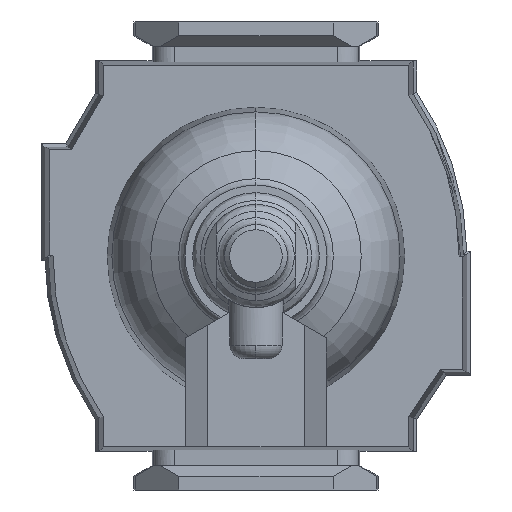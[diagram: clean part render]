
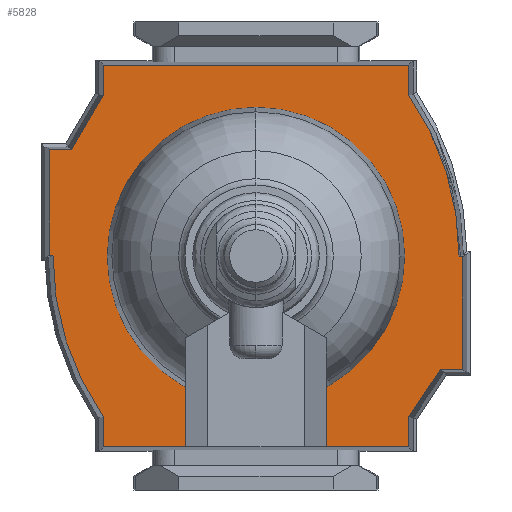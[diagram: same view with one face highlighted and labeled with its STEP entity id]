
A CAD part, front view. The second image highlights one B-rep face of the part: STEP entity #5828.
In plain terms, the highlighted planar face has unit normal (0, -1, 0).
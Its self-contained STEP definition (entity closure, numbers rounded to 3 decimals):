
#140 = DIRECTION ( 'NONE',  ( 0., 0., 1. ) ) ;
#171 = VECTOR ( 'NONE', #5338, 1000. ) ;
#182 = ORIENTED_EDGE ( 'NONE', *, *, #5673, .F. ) ;
#220 = CIRCLE ( 'NONE', #7951, 41.1 ) ;
#406 = CARTESIAN_POINT ( 'NONE',  ( 27.75, -38.5, 22.2 ) ) ;
#500 = VECTOR ( 'NONE', #5010, 1000. ) ;
#735 = VECTOR ( 'NONE', #1138, 1000. ) ;
#805 = VECTOR ( 'NONE', #140, 1000. ) ;
#833 = ORIENTED_EDGE ( 'NONE', *, *, #5130, .F. ) ;
#977 = LINE ( 'NONE', #2433, #1889 ) ;
#1038 = CARTESIAN_POINT ( 'NONE',  ( -27.75, -38.5, 22.2 ) ) ;
#1097 = CARTESIAN_POINT ( 'NONE',  ( -0.1, -38.5, -30. ) ) ;
#1100 = VECTOR ( 'NONE', #9689, 1000. ) ;
#1124 = EDGE_CURVE ( 'NONE', #2340, #8491, #5053, .T. ) ;
#1138 = DIRECTION ( 'NONE',  ( 1., 0., 0. ) ) ;
#1202 = VERTEX_POINT ( 'NONE', #406 ) ;
#1274 = VERTEX_POINT ( 'NONE', #7929 ) ;
#1349 = LINE ( 'NONE', #5118, #3657 ) ;
#1384 = CARTESIAN_POINT ( 'NONE',  ( -0.1, -38.5, -29.5 ) ) ;
#1390 = VECTOR ( 'NONE', #3445, 1000. ) ;
#1432 = DIRECTION ( 'NONE',  ( 0., 1., 0. ) ) ;
#1494 = DIRECTION ( 'NONE',  ( -0.863, 0., 0.506 ) ) ;
#1522 = EDGE_CURVE ( 'NONE', #5225, #6124, #8606, .T. ) ;
#1562 = CARTESIAN_POINT ( 'NONE',  ( 0.1, -38.5, 30. ) ) ;
#1620 = DIRECTION ( 'NONE',  ( 0.831, 0., -0.557 ) ) ;
#1805 = VERTEX_POINT ( 'NONE', #2738 ) ;
#1820 = AXIS2_PLACEMENT_3D ( 'NONE', #8449, #3207, #7865 ) ;
#1858 = CARTESIAN_POINT ( 'NONE',  ( -0.1, -38.5, -30. ) ) ;
#1888 = CARTESIAN_POINT ( 'NONE',  ( 16.5, -38.5, 26.8 ) ) ;
#1889 = VECTOR ( 'NONE', #3933, 1000. ) ;
#1919 = CARTESIAN_POINT ( 'NONE',  ( 16.5, -38.5, 30.005 ) ) ;
#1941 = DIRECTION ( 'NONE',  ( 0., 0., -1. ) ) ;
#2102 = CARTESIAN_POINT ( 'NONE',  ( 16.5, -38.5, 26.8 ) ) ;
#2210 = EDGE_CURVE ( 'NONE', #9662, #9166, #9150, .T. ) ;
#2276 = CARTESIAN_POINT ( 'NONE',  ( 16.5, -38.5, 30.005 ) ) ;
#2340 = VERTEX_POINT ( 'NONE', #6497 ) ;
#2393 = LINE ( 'NONE', #1038, #9376 ) ;
#2433 = CARTESIAN_POINT ( 'NONE',  ( -15.5, -38.5, -30. ) ) ;
#2465 = ORIENTED_EDGE ( 'NONE', *, *, #8615, .F. ) ;
#2590 = DIRECTION ( 'NONE',  ( 0., 0., 1. ) ) ;
#2664 = CARTESIAN_POINT ( 'NONE',  ( 23.362, -38.5, 22.2 ) ) ;
#2665 = VECTOR ( 'NONE', #1620, 1000. ) ;
#2704 = ORIENTED_EDGE ( 'NONE', *, *, #4228, .F. ) ;
#2738 = CARTESIAN_POINT ( 'NONE',  ( -15.5, -38.5, -30. ) ) ;
#2881 = VERTEX_POINT ( 'NONE', #1888 ) ;
#2996 = CARTESIAN_POINT ( 'NONE',  ( -27.75, -38.5, -22.2 ) ) ;
#3061 = CARTESIAN_POINT ( 'NONE',  ( -27.75, -38.5, 22.2 ) ) ;
#3183 = CARTESIAN_POINT ( 'NONE',  ( -23.35, -38.5, -22.2 ) ) ;
#3207 = DIRECTION ( 'NONE',  ( 0., 1., 0. ) ) ;
#3258 = DIRECTION ( 'NONE',  ( 0., 0., 1. ) ) ;
#3321 = ORIENTED_EDGE ( 'NONE', *, *, #6288, .F. ) ;
#3325 = ORIENTED_EDGE ( 'NONE', *, *, #2210, .F. ) ;
#3392 = LINE ( 'NONE', #4033, #1390 ) ;
#3445 = DIRECTION ( 'NONE',  ( 1., 0., 0. ) ) ;
#3657 = VECTOR ( 'NONE', #1941, 1000. ) ;
#3761 = CARTESIAN_POINT ( 'NONE',  ( -23.381, -38.5, 22.202 ) ) ;
#3766 = CARTESIAN_POINT ( 'NONE',  ( -23.35, -38.5, -22.2 ) ) ;
#3864 = VERTEX_POINT ( 'NONE', #1858 ) ;
#3933 = DIRECTION ( 'NONE',  ( -1., 0., 0. ) ) ;
#3938 = VECTOR ( 'NONE', #5011, 1000. ) ;
#3944 = AXIS2_PLACEMENT_3D ( 'NONE', #6763, #6160, #9067 ) ;
#3946 = LINE ( 'NONE', #6219, #2665 ) ;
#4009 = ORIENTED_EDGE ( 'NONE', *, *, #5215, .F. ) ;
#4033 = CARTESIAN_POINT ( 'NONE',  ( -23.381, -38.5, 22.202 ) ) ;
#4228 = EDGE_CURVE ( 'NONE', #7305, #3864, #5746, .T. ) ;
#4233 = ORIENTED_EDGE ( 'NONE', *, *, #8026, .F. ) ;
#4508 = CARTESIAN_POINT ( 'NONE',  ( 0., -38.5, -11.6 ) ) ;
#4598 = LINE ( 'NONE', #2996, #171 ) ;
#4631 = VERTEX_POINT ( 'NONE', #3761 ) ;
#4847 = ORIENTED_EDGE ( 'NONE', *, *, #5528, .F. ) ;
#4944 = EDGE_CURVE ( 'NONE', #2881, #6541, #3946, .T. ) ;
#5010 = DIRECTION ( 'NONE',  ( 1., 0., 0. ) ) ;
#5011 = DIRECTION ( 'NONE',  ( 0., 0., -1. ) ) ;
#5053 = LINE ( 'NONE', #1919, #735 ) ;
#5056 = EDGE_LOOP ( 'NONE', ( #182, #3325, #2465, #8515, #2704, #4233, #8161, #3321, #4847, #5939, #833, #5385, #4009, #9304, #8448, #7616, #6129 ) ) ;
#5118 = CARTESIAN_POINT ( 'NONE',  ( 27.75, -38.5, -22.2 ) ) ;
#5130 = EDGE_CURVE ( 'NONE', #8491, #2881, #6023, .T. ) ;
#5215 = EDGE_CURVE ( 'NONE', #6124, #2340, #7598, .T. ) ;
#5225 = VERTEX_POINT ( 'NONE', #9114 ) ;
#5267 = EDGE_CURVE ( 'NONE', #8361, #1274, #6311, .T. ) ;
#5273 = EDGE_CURVE ( 'NONE', #3864, #1805, #977, .T. ) ;
#5338 = DIRECTION ( 'NONE',  ( -1., 0., 0. ) ) ;
#5385 = ORIENTED_EDGE ( 'NONE', *, *, #1124, .F. ) ;
#5528 = EDGE_CURVE ( 'NONE', #6541, #1202, #8697, .T. ) ;
#5579 = CARTESIAN_POINT ( 'NONE',  ( -27.75, -38.5, -22.2 ) ) ;
#5673 = EDGE_CURVE ( 'NONE', #9166, #7459, #4598, .T. ) ;
#5746 = LINE ( 'NONE', #1097, #3938 ) ;
#5828 = ADVANCED_FACE ( 'NONE', ( #9342 ), #8492, .T. ) ;
#5906 = VECTOR ( 'NONE', #2590, 1000. ) ;
#5939 = ORIENTED_EDGE ( 'NONE', *, *, #4944, .F. ) ;
#6023 = LINE ( 'NONE', #2102, #1100 ) ;
#6033 = CIRCLE ( 'NONE', #9350, 41.1 ) ;
#6124 = VERTEX_POINT ( 'NONE', #7586 ) ;
#6129 = ORIENTED_EDGE ( 'NONE', *, *, #8231, .F. ) ;
#6160 = DIRECTION ( 'NONE',  ( 0., -1., 0. ) ) ;
#6207 = CARTESIAN_POINT ( 'NONE',  ( 23.383, -38.5, -22.2 ) ) ;
#6219 = CARTESIAN_POINT ( 'NONE',  ( 23.362, -38.5, 22.2 ) ) ;
#6288 = EDGE_CURVE ( 'NONE', #1202, #8361, #1349, .T. ) ;
#6311 = LINE ( 'NONE', #6207, #8065 ) ;
#6497 = CARTESIAN_POINT ( 'NONE',  ( 0.1, -38.5, 30. ) ) ;
#6541 = VERTEX_POINT ( 'NONE', #2664 ) ;
#6701 = EDGE_CURVE ( 'NONE', #4631, #5225, #6033, .T. ) ;
#6763 = CARTESIAN_POINT ( 'NONE',  ( -28.86, -38.5, 31.2 ) ) ;
#7095 = CARTESIAN_POINT ( 'NONE',  ( 0., -38.5, 11.6 ) ) ;
#7242 = DIRECTION ( 'NONE',  ( 0., 1., 0. ) ) ;
#7305 = VERTEX_POINT ( 'NONE', #1384 ) ;
#7397 = CARTESIAN_POINT ( 'NONE',  ( -15.502, -38.5, -26.799 ) ) ;
#7459 = VERTEX_POINT ( 'NONE', #5579 ) ;
#7471 = DIRECTION ( 'NONE',  ( 0., 0., 1. ) ) ;
#7586 = CARTESIAN_POINT ( 'NONE',  ( 0.1, -38.5, 29.5 ) ) ;
#7598 = LINE ( 'NONE', #1562, #805 ) ;
#7616 = ORIENTED_EDGE ( 'NONE', *, *, #9279, .F. ) ;
#7865 = DIRECTION ( 'NONE',  ( 0., 0., 1. ) ) ;
#7893 = CARTESIAN_POINT ( 'NONE',  ( -15.502, -38.5, -26.799 ) ) ;
#7929 = CARTESIAN_POINT ( 'NONE',  ( 23.383, -38.5, -22.2 ) ) ;
#7951 = AXIS2_PLACEMENT_3D ( 'NONE', #7095, #7242, #3258 ) ;
#8026 = EDGE_CURVE ( 'NONE', #1274, #7305, #220, .T. ) ;
#8065 = VECTOR ( 'NONE', #8429, 1000. ) ;
#8161 = ORIENTED_EDGE ( 'NONE', *, *, #5267, .F. ) ;
#8231 = EDGE_CURVE ( 'NONE', #7459, #8789, #2393, .T. ) ;
#8300 = VECTOR ( 'NONE', #1494, 1000. ) ;
#8361 = VERTEX_POINT ( 'NONE', #8732 ) ;
#8429 = DIRECTION ( 'NONE',  ( -1., 0., 0. ) ) ;
#8448 = ORIENTED_EDGE ( 'NONE', *, *, #6701, .F. ) ;
#8449 = CARTESIAN_POINT ( 'NONE',  ( 0., -38.5, -11.6 ) ) ;
#8491 = VERTEX_POINT ( 'NONE', #2276 ) ;
#8492 = PLANE ( 'NONE',  #3944 ) ;
#8515 = ORIENTED_EDGE ( 'NONE', *, *, #5273, .F. ) ;
#8606 = CIRCLE ( 'NONE', #1820, 41.1 ) ;
#8615 = EDGE_CURVE ( 'NONE', #1805, #9662, #9383, .T. ) ;
#8637 = DIRECTION ( 'NONE',  ( 0., 0., 1. ) ) ;
#8697 = LINE ( 'NONE', #8902, #500 ) ;
#8732 = CARTESIAN_POINT ( 'NONE',  ( 27.75, -38.5, -22.2 ) ) ;
#8789 = VERTEX_POINT ( 'NONE', #3061 ) ;
#8902 = CARTESIAN_POINT ( 'NONE',  ( 27.75, -38.5, 22.2 ) ) ;
#9067 = DIRECTION ( 'NONE',  ( 0., 0., -1. ) ) ;
#9114 = CARTESIAN_POINT ( 'NONE',  ( 0., -38.5, 29.5 ) ) ;
#9150 = LINE ( 'NONE', #3766, #8300 ) ;
#9166 = VERTEX_POINT ( 'NONE', #3183 ) ;
#9279 = EDGE_CURVE ( 'NONE', #8789, #4631, #3392, .T. ) ;
#9304 = ORIENTED_EDGE ( 'NONE', *, *, #1522, .F. ) ;
#9342 = FACE_OUTER_BOUND ( 'NONE', #5056, .T. ) ;
#9350 = AXIS2_PLACEMENT_3D ( 'NONE', #4508, #1432, #7471 ) ;
#9376 = VECTOR ( 'NONE', #8637, 1000. ) ;
#9383 = LINE ( 'NONE', #7893, #5906 ) ;
#9662 = VERTEX_POINT ( 'NONE', #7397 ) ;
#9689 = DIRECTION ( 'NONE',  ( 0., 0., -1. ) ) ;
